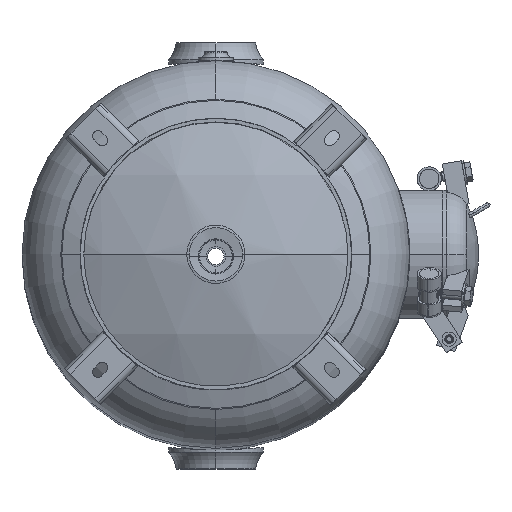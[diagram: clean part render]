
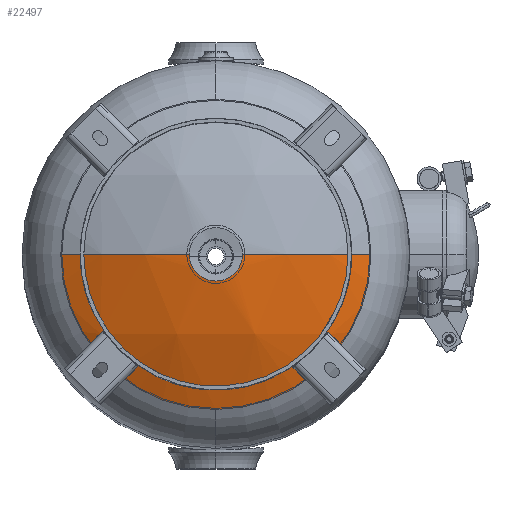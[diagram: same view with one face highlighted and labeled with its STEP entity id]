
A CAD part, top view. The second image highlights one B-rep face of the part: STEP entity #22497.
In plain terms, the highlighted spherical face has radius 457.2 mm.
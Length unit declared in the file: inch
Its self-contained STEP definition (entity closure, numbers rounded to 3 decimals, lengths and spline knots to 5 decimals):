
#2280 = AXIS2_PLACEMENT_3D ( 'NONE', #19467, #19473, #19474 ) ;
#2363 = EDGE_LOOP ( 'NONE', ( #18411, #18377, #18425, #18417, #18355 ) ) ;
#3290 = EDGE_CURVE ( 'NONE', #8079, #8084, #14744, .T. ) ;
#3292 = EDGE_CURVE ( 'NONE', #8084, #8090, #15168, .T. ) ;
#3297 = EDGE_CURVE ( 'NONE', #8079, #8072, #12372, .T. ) ;
#3298 = EDGE_CURVE ( 'NONE', #8085, #8072, #12377, .T. ) ;
#3315 = EDGE_CURVE ( 'NONE', #8090, #8085, #12411, .T. ) ;
#5663 = CARTESIAN_POINT ( 'NONE',  ( 0., 0., 31.44721 ) ) ;
#5665 = DIRECTION ( 'NONE',  ( 0., 0., 1. ) ) ;
#5667 = DIRECTION ( 'NONE',  ( -1., 0., 0. ) ) ;
#5677 = CARTESIAN_POINT ( 'NONE',  ( 0., 0., 13.5 ) ) ;
#5679 = DIRECTION ( 'NONE',  ( 0., 1., 0. ) ) ;
#5681 = DIRECTION ( 'NONE',  ( 0., 0., 1. ) ) ;
#5713 = CARTESIAN_POINT ( 'NONE',  ( 0., 0., 13.5 ) ) ;
#5715 = DIRECTION ( 'NONE',  ( 0., -1., 0. ) ) ;
#5716 = DIRECTION ( 'NONE',  ( 1., 0., 0. ) ) ;
#5720 = CARTESIAN_POINT ( 'NONE',  ( 0., 0., 29.62452 ) ) ;
#5722 = DIRECTION ( 'NONE',  ( 0., 0., -1. ) ) ;
#5723 = DIRECTION ( 'NONE',  ( 0., 1., 0. ) ) ;
#5845 = CARTESIAN_POINT ( 'NONE',  ( 0., 0., 29.62452 ) ) ;
#5847 = DIRECTION ( 'NONE',  ( 0., 0., -1. ) ) ;
#5849 = DIRECTION ( 'NONE',  ( 0., 1., 0. ) ) ;
#8072 = VERTEX_POINT ( 'NONE', #13704 ) ;
#8079 = VERTEX_POINT ( 'NONE', #13711 ) ;
#8084 = VERTEX_POINT ( 'NONE', #13716 ) ;
#8085 = VERTEX_POINT ( 'NONE', #13717 ) ;
#8090 = VERTEX_POINT ( 'NONE', #13722 ) ;
#12372 = CIRCLE ( 'NONE', #12378, 18. ) ;
#12377 = CIRCLE ( 'NONE', #12380, 8. ) ;
#12378 = AXIS2_PLACEMENT_3D ( 'NONE', #5713, #5715, #5716 ) ;
#12380 = AXIS2_PLACEMENT_3D ( 'NONE', #5720, #5722, #5723 ) ;
#12411 = CIRCLE ( 'NONE', #12414, 8. ) ;
#12414 = AXIS2_PLACEMENT_3D ( 'NONE', #5845, #5847, #5849 ) ;
#13704 = CARTESIAN_POINT ( 'NONE',  ( -8., 0., 29.62452 ) ) ;
#13711 = CARTESIAN_POINT ( 'NONE',  ( -1.3775, 0., 31.44721 ) ) ;
#13716 = CARTESIAN_POINT ( 'NONE',  ( 1.3775, 0., 31.44721 ) ) ;
#13717 = CARTESIAN_POINT ( 'NONE',  ( 0., -8., 29.62452 ) ) ;
#13722 = CARTESIAN_POINT ( 'NONE',  ( 8., 0., 29.62452 ) ) ;
#14744 = CIRCLE ( 'NONE', #14763, 1.3775 ) ;
#14762 = AXIS2_PLACEMENT_3D ( 'NONE', #5677, #5679, #5681 ) ;
#14763 = AXIS2_PLACEMENT_3D ( 'NONE', #5663, #5665, #5667 ) ;
#15168 = CIRCLE ( 'NONE', #14762, 18. ) ;
#18355 = ORIENTED_EDGE ( 'NONE', *, *, #3292, .F. ) ;
#18377 = ORIENTED_EDGE ( 'NONE', *, *, #3297, .T. ) ;
#18411 = ORIENTED_EDGE ( 'NONE', *, *, #3290, .F. ) ;
#18417 = ORIENTED_EDGE ( 'NONE', *, *, #3315, .F. ) ;
#18425 = ORIENTED_EDGE ( 'NONE', *, *, #3298, .F. ) ;
#19467 = CARTESIAN_POINT ( 'NONE',  ( 0., 0., 13.5 ) ) ;
#19468 = FACE_OUTER_BOUND ( 'NONE', #2363, .T. ) ;
#19470 = SPHERICAL_SURFACE ( 'NONE', #2280, 18. ) ;
#19473 = DIRECTION ( 'NONE',  ( 0., -1., 0. ) ) ;
#19474 = DIRECTION ( 'NONE',  ( 1., 0., 0. ) ) ;
#22497 = ADVANCED_FACE ( 'NONE', ( #19468 ), #19470, .T. ) ;
